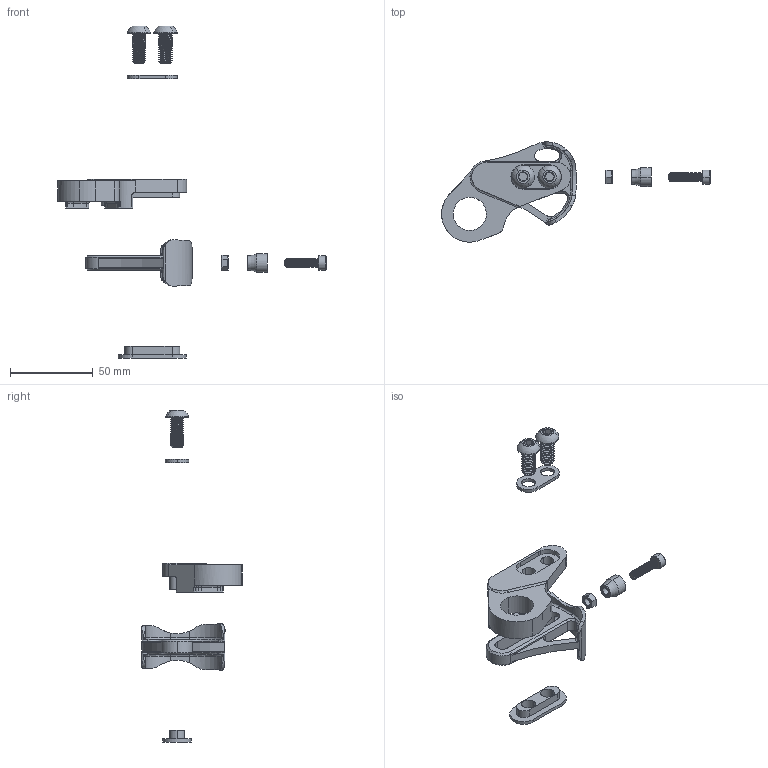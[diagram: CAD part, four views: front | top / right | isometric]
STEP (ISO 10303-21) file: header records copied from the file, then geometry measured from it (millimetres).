
FILE_DESCRIPTION (( 'STEP AP214' ), '1' );
FILE_NAME ('DR4145_Flanged.STEP', '2023-05-09T16:19:46', ( '' ), ( '' ), 'SwSTEP 2.0', 'SolidWorks 2022', '' );
FILE_SCHEMA (( 'AUTOMOTIVE_DESIGN' ));
Length unit declared in the file: inch
Products named in the file (9): 2-HOLE_WASHER; M5x20 SHCS_91292A126; MS1020; DR4145; 91239A420_Button Head Hex Drive Screw_91239A420; 5mm_nut; DS0001; DR4145_Flanged; MS5001
Assembly tree (9 placements, depth 2):
  DR4145_Flanged
    DR4145
    DS0001
    MS1020
    91239A420_Button Head Hex Drive Screw_91239A420  x2
    2-HOLE_WASHER
    5mm_nut
    M5x20 SHCS_91292A126
    MS5001
Bounding box: 162.06 x 60.48 x 200.2 mm (x, y, z)
Volume: 37705 mm3; surface area: 22800.4 mm2
Topology: 9 solids, 9 shells, 521 faces, 1374 edges, 874 vertices
Faces by surface type: cylinder 290, plane 97, cone 70, torus 35, bspline 25, sphere 4
Entity records: 21246 total; most frequent: CARTESIAN_POINT 10454, ORIENTED_EDGE 2446, DIRECTION 1920, EDGE_CURVE 1223, VERTEX_POINT 780, AXIS2_PLACEMENT_3D 752, EDGE_LOOP 491, FACE_OUTER_BOUND 462
